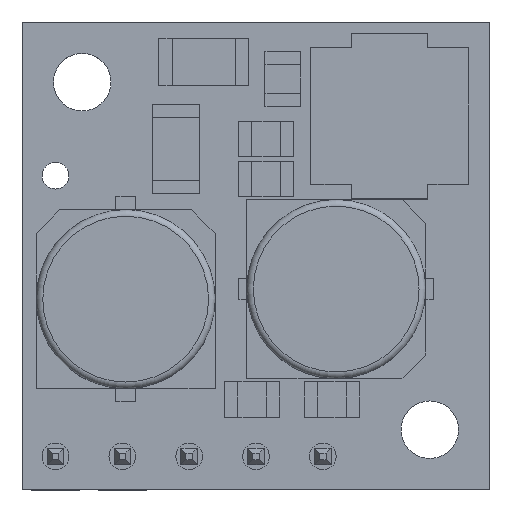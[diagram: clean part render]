
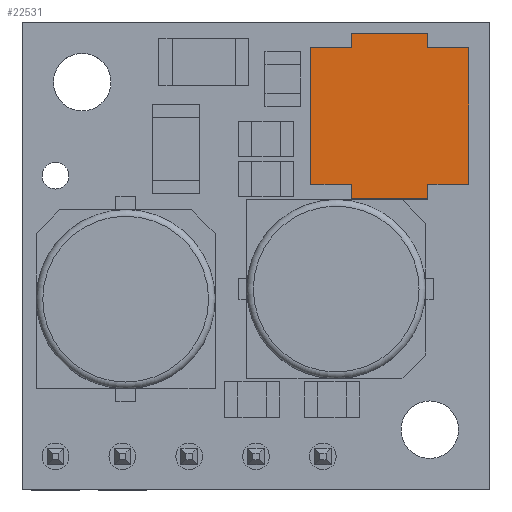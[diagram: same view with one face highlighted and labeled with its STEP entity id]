
A CAD part, top view. The second image highlights one B-rep face of the part: STEP entity #22531.
In plain terms, the highlighted planar face has unit normal (0, 0, 1).
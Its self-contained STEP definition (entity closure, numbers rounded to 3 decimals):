
#2296=FACE_OUTER_BOUND('',#3570,.T.);
#3570=EDGE_LOOP('',(#17922,#17923,#17924,#17925,#17926,#17927,#17928,#17929,
#17930,#17931,#17932,#17933));
#5827=LINE('',#34315,#8486);
#5830=LINE('',#34327,#8489);
#5832=LINE('',#34337,#8491);
#5835=LINE('',#34342,#8494);
#5837=LINE('',#34353,#8496);
#5839=LINE('',#34363,#8498);
#5841=LINE('',#34367,#8500);
#5843=LINE('',#34378,#8502);
#5845=LINE('',#34388,#8504);
#5849=LINE('',#34396,#8508);
#5852=LINE('',#34409,#8511);
#5854=LINE('',#34418,#8513);
#8486=VECTOR('',#27184,1000.);
#8489=VECTOR('',#27189,1000.);
#8491=VECTOR('',#27193,1000.);
#8494=VECTOR('',#27198,1000.);
#8496=VECTOR('',#27202,1000.);
#8498=VECTOR('',#27206,1000.);
#8500=VECTOR('',#27210,1000.);
#8502=VECTOR('',#27214,1000.);
#8504=VECTOR('',#27218,1000.);
#8508=VECTOR('',#27224,1000.);
#8511=VECTOR('',#27229,1000.);
#8513=VECTOR('',#27233,1000.);
#10913=VERTEX_POINT('',#34313);
#10914=VERTEX_POINT('',#34314);
#10916=VERTEX_POINT('',#34326);
#10917=VERTEX_POINT('',#34336);
#10918=VERTEX_POINT('',#34341);
#10920=VERTEX_POINT('',#34352);
#10921=VERTEX_POINT('',#34362);
#10922=VERTEX_POINT('',#34366);
#10924=VERTEX_POINT('',#34377);
#10925=VERTEX_POINT('',#34387);
#10928=VERTEX_POINT('',#34395);
#10931=VERTEX_POINT('',#34408);
#13435=EDGE_CURVE('',#10913,#10914,#5827,.T.);
#13439=EDGE_CURVE('',#10916,#10913,#5830,.T.);
#13442=EDGE_CURVE('',#10917,#10916,#5832,.T.);
#13445=EDGE_CURVE('',#10918,#10917,#5835,.T.);
#13448=EDGE_CURVE('',#10920,#10918,#5837,.T.);
#13451=EDGE_CURVE('',#10921,#10920,#5839,.T.);
#13453=EDGE_CURVE('',#10922,#10921,#5841,.T.);
#13456=EDGE_CURVE('',#10924,#10922,#5843,.T.);
#13459=EDGE_CURVE('',#10925,#10924,#5845,.T.);
#13463=EDGE_CURVE('',#10928,#10925,#5849,.T.);
#13467=EDGE_CURVE('',#10931,#10928,#5852,.T.);
#13470=EDGE_CURVE('',#10914,#10931,#5854,.T.);
#17922=ORIENTED_EDGE('',*,*,#13435,.T.);
#17923=ORIENTED_EDGE('',*,*,#13470,.T.);
#17924=ORIENTED_EDGE('',*,*,#13467,.T.);
#17925=ORIENTED_EDGE('',*,*,#13463,.T.);
#17926=ORIENTED_EDGE('',*,*,#13459,.T.);
#17927=ORIENTED_EDGE('',*,*,#13456,.T.);
#17928=ORIENTED_EDGE('',*,*,#13453,.T.);
#17929=ORIENTED_EDGE('',*,*,#13451,.T.);
#17930=ORIENTED_EDGE('',*,*,#13448,.T.);
#17931=ORIENTED_EDGE('',*,*,#13445,.T.);
#17932=ORIENTED_EDGE('',*,*,#13442,.T.);
#17933=ORIENTED_EDGE('',*,*,#13439,.T.);
#21543=PLANE('',#23844);
#22531=ADVANCED_FACE('',(#2296),#21543,.T.);
#23844=AXIS2_PLACEMENT_3D('',#34421,#27238,#27239);
#27184=DIRECTION('',(0.,-1.,0.));
#27189=DIRECTION('',(1.,0.,0.));
#27193=DIRECTION('',(0.,-1.,0.));
#27198=DIRECTION('',(-1.,0.,0.));
#27202=DIRECTION('',(0.,-1.,0.));
#27206=DIRECTION('',(-1.,0.,0.));
#27210=DIRECTION('',(0.,1.,0.));
#27214=DIRECTION('',(-1.,0.,0.));
#27218=DIRECTION('',(0.,1.,0.));
#27224=DIRECTION('',(1.,0.,0.));
#27229=DIRECTION('',(0.,1.,0.));
#27233=DIRECTION('',(1.,0.,0.));
#27238=DIRECTION('center_axis',(0.,0.,1.));
#27239=DIRECTION('ref_axis',(-1.,0.,0.));
#34313=CARTESIAN_POINT('',(12.52,11.597,5.512));
#34314=CARTESIAN_POINT('',(12.52,11.047,5.512));
#34315=CARTESIAN_POINT('',(12.52,11.047,5.512));
#34326=CARTESIAN_POINT('',(10.97,11.597,5.512));
#34327=CARTESIAN_POINT('',(12.52,11.597,5.512));
#34336=CARTESIAN_POINT('',(10.97,16.797,5.512));
#34337=CARTESIAN_POINT('',(10.97,16.797,5.512));
#34341=CARTESIAN_POINT('',(12.52,16.797,5.512));
#34342=CARTESIAN_POINT('',(12.52,16.797,5.512));
#34352=CARTESIAN_POINT('',(12.52,17.347,5.512));
#34353=CARTESIAN_POINT('',(12.52,16.797,5.512));
#34362=CARTESIAN_POINT('',(15.42,17.347,5.512));
#34363=CARTESIAN_POINT('',(15.42,17.347,5.512));
#34366=CARTESIAN_POINT('',(15.42,16.797,5.512));
#34367=CARTESIAN_POINT('',(15.42,17.347,5.512));
#34377=CARTESIAN_POINT('',(16.97,16.797,5.512));
#34378=CARTESIAN_POINT('',(15.42,16.797,5.512));
#34387=CARTESIAN_POINT('',(16.97,11.597,5.512));
#34388=CARTESIAN_POINT('',(16.97,16.797,5.512));
#34395=CARTESIAN_POINT('',(15.42,11.597,5.512));
#34396=CARTESIAN_POINT('',(15.42,11.597,5.512));
#34408=CARTESIAN_POINT('',(15.42,11.047,5.512));
#34409=CARTESIAN_POINT('',(15.42,11.597,5.512));
#34418=CARTESIAN_POINT('',(15.42,11.047,5.512));
#34421=CARTESIAN_POINT('Origin',(13.97,14.197,5.512));
